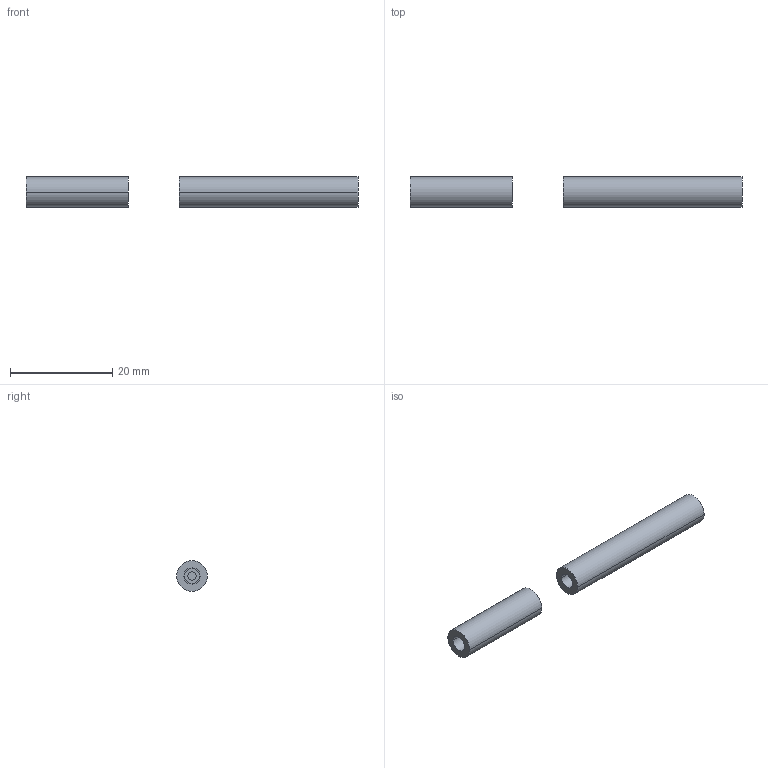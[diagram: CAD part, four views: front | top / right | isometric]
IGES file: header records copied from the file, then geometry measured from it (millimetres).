
Start section: START RECORD GO HERE.
Global section: file name: d6.igs; native system: DASSAULT SYSTEMES CATIA V5 R20 - www.3ds.com; preprocessor: 27HCATIA Version 5 Release 20; author: Mat; organization: Mat-PC; date: 20160828.210159; units: millimetre
Bounding box: 65 x 6 x 6 mm (x, y, z)
Surface area: 1395.2 mm2 (no closed solid volume)
Topology: 0 solids, 0 shells, 19 faces, 72 edges, 72 vertices
Faces by surface type: revolution 12, plane 7
